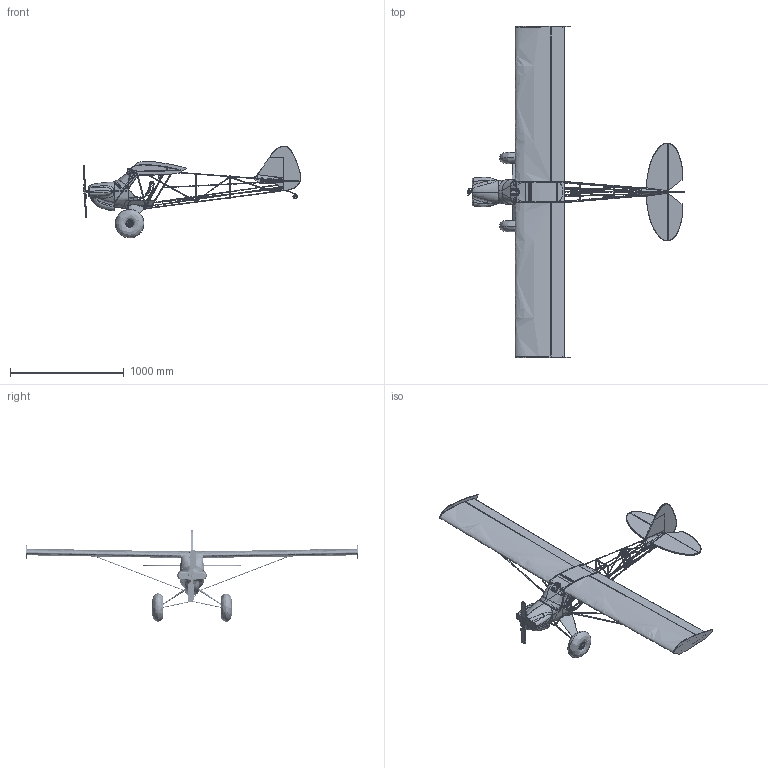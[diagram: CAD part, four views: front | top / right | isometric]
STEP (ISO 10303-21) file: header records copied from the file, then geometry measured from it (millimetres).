
FILE_DESCRIPTION(('FreeCAD Model'),'2;1');
FILE_NAME('Open CASCADE Shape Model','2025-04-25T13:53:50',('FreeCAD'),( 'FreeCAD'),'Open CASCADE STEP processor 7.6','FreeCAD','Unknown');
FILE_SCHEMA(('AUTOMOTIVE_DESIGN { 1 0 10303 214 1 1 1 1 }'));
Products named in the file (1): Open CASCADE STEP translator 7.6 1
Bounding box: 1911.46 x 2924.73 x 807.79 mm (x, y, z)
Volume: 69369546.3 mm3; surface area: 6053789.2 mm2
Topology: 89 solids, 89 shells, 5575 faces, 15094 edges, 9613 vertices
Faces by surface type: bspline 5575
Entity records: 505910 total; most frequent: CARTESIAN_POINT 418931, ORIENTED_EDGE 29948, EDGE_CURVE 14974, B_SPLINE_CURVE_WITH_KNOTS 11332, VERTEX_POINT 9613, FACE_BOUND 6168, EDGE_LOOP 6168, ADVANCED_FACE 5575
